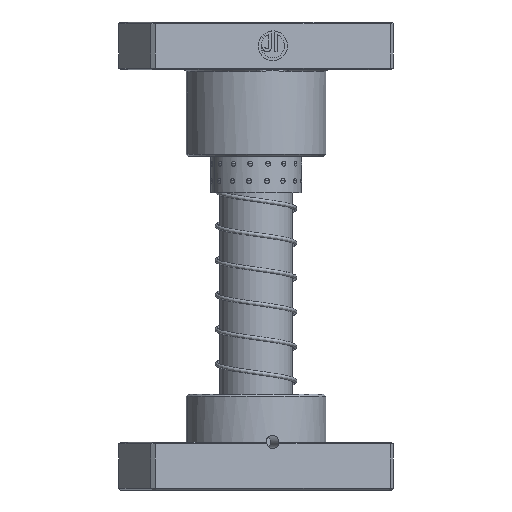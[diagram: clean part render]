
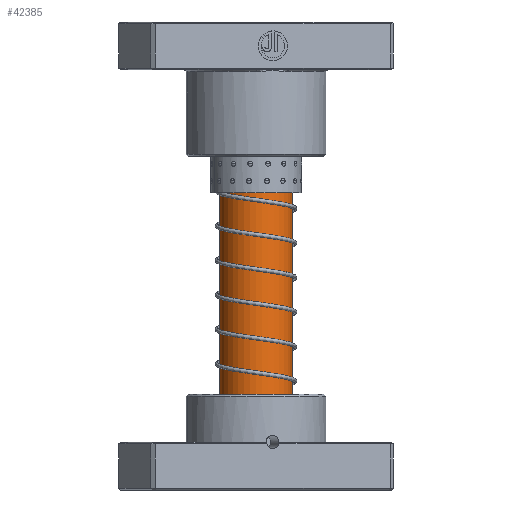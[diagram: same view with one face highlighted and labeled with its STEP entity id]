
A CAD part, front view. The second image highlights one B-rep face of the part: STEP entity #42385.
In plain terms, the highlighted cylindrical face has radius 19 mm (diameter 38 mm), a partial arc.
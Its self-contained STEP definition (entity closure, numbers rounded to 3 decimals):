
#276 = ORIENTED_EDGE ( 'NONE', *, *, #22759, .F. ) ;
#1510 = LINE ( 'NONE', #39920, #35494 ) ;
#1765 = CARTESIAN_POINT ( 'NONE',  ( -19., 0., 200. ) ) ;
#4414 = EDGE_LOOP ( 'NONE', ( #276, #23988, #15133, #16863 ) ) ;
#7091 = CARTESIAN_POINT ( 'NONE',  ( 0., 0., 200. ) ) ;
#7831 = CARTESIAN_POINT ( 'NONE',  ( -19., 0., 29.25 ) ) ;
#9523 = VERTEX_POINT ( 'NONE', #32313 ) ;
#10285 = AXIS2_PLACEMENT_3D ( 'NONE', #10476, #33495, #13800 ) ;
#10476 = CARTESIAN_POINT ( 'NONE',  ( 0., 0., 196. ) ) ;
#10536 = AXIS2_PLACEMENT_3D ( 'NONE', #15582, #38592, #18892 ) ;
#13800 = DIRECTION ( 'NONE',  ( 1., 0., 0. ) ) ;
#14773 = VECTOR ( 'NONE', #21492, 1000. ) ;
#15133 = ORIENTED_EDGE ( 'NONE', *, *, #41597, .T. ) ;
#15582 = CARTESIAN_POINT ( 'NONE',  ( 0., 0., 29.25 ) ) ;
#16863 = ORIENTED_EDGE ( 'NONE', *, *, #24670, .F. ) ;
#18892 = DIRECTION ( 'NONE',  ( -1., 0., 0. ) ) ;
#19195 = CARTESIAN_POINT ( 'NONE',  ( 19., 0., 196. ) ) ;
#20184 = DIRECTION ( 'NONE',  ( 0., 0., -1. ) ) ;
#20789 = CIRCLE ( 'NONE', #10285, 19. ) ;
#21492 = DIRECTION ( 'NONE',  ( 0., 0., -1. ) ) ;
#22759 = EDGE_CURVE ( 'NONE', #26481, #27460, #1510, .T. ) ;
#23539 = LINE ( 'NONE', #1765, #14773 ) ;
#23562 = DIRECTION ( 'NONE',  ( 0., 0., -1. ) ) ;
#23988 = ORIENTED_EDGE ( 'NONE', *, *, #25235, .T. ) ;
#24351 = CYLINDRICAL_SURFACE ( 'NONE', #30143, 19. ) ;
#24670 = EDGE_CURVE ( 'NONE', #27460, #33218, #39969, .T. ) ;
#25235 = EDGE_CURVE ( 'NONE', #26481, #9523, #20789, .T. ) ;
#26481 = VERTEX_POINT ( 'NONE', #19195 ) ;
#26586 = DIRECTION ( 'NONE',  ( -1., 0., 0. ) ) ;
#27460 = VERTEX_POINT ( 'NONE', #28616 ) ;
#28616 = CARTESIAN_POINT ( 'NONE',  ( 19., 0., 29.25 ) ) ;
#30143 = AXIS2_PLACEMENT_3D ( 'NONE', #7091, #23562, #26586 ) ;
#32313 = CARTESIAN_POINT ( 'NONE',  ( -19., 0., 196. ) ) ;
#33218 = VERTEX_POINT ( 'NONE', #7831 ) ;
#33495 = DIRECTION ( 'NONE',  ( 0., 0., -1. ) ) ;
#34087 = FACE_OUTER_BOUND ( 'NONE', #4414, .T. ) ;
#35494 = VECTOR ( 'NONE', #20184, 1000. ) ;
#38592 = DIRECTION ( 'NONE',  ( 0., 0., -1. ) ) ;
#39920 = CARTESIAN_POINT ( 'NONE',  ( 19., 0., 200. ) ) ;
#39969 = CIRCLE ( 'NONE', #10536, 19. ) ;
#41597 = EDGE_CURVE ( 'NONE', #9523, #33218, #23539, .T. ) ;
#42385 = ADVANCED_FACE ( 'NONE', ( #34087 ), #24351, .T. ) ;
